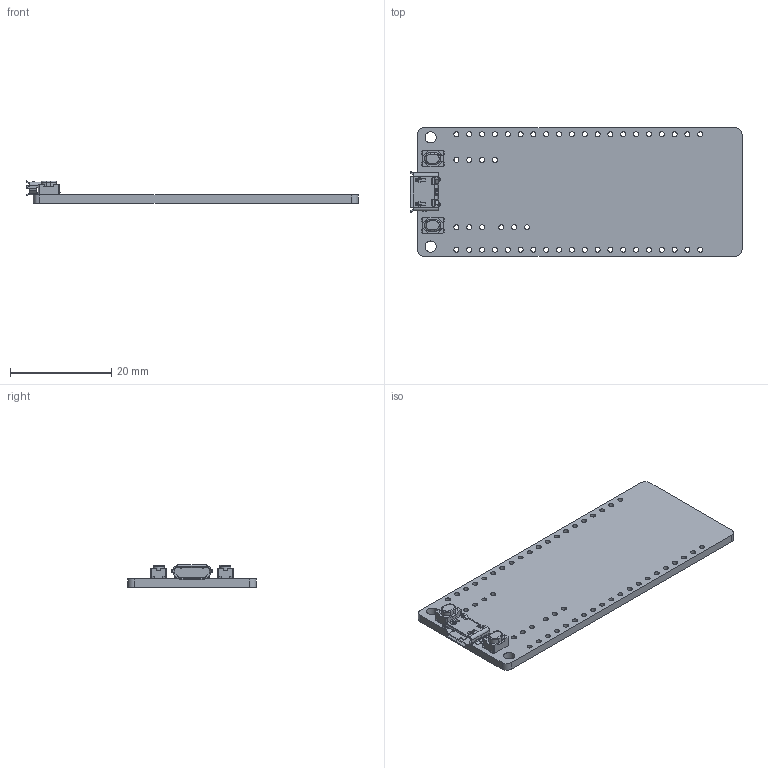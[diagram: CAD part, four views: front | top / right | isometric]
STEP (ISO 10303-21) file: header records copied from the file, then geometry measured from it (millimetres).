
FILE_DESCRIPTION(('KiCad electronic assembly'),'2;1');
FILE_NAME('Franzininho WIFI.step','2022-08-20T11:08:20',('Pcbnew'),( 'Kicad'),'Open CASCADE STEP processor 7.6','KiCad to STEP converter' ,'Unknown');
FILE_SCHEMA(('AUTOMOTIVE_DESIGN { 1 0 10303 214 1 1 1 1 }'));
Length unit declared in the file: millimetre
Products named in the file (6): Franzininho WIFI 1; ZX62D-B-5PA8-30---3DModel-STEP-1; SOLID; PTS810 SJM 250 SMTR LFS; COMPOUND; _autosave-Franzininho WIFI PCB
Assembly tree (6 placements, depth 3):
  Franzininho WIFI 1
    ZX62D-B-5PA8-30---3DModel-STEP-1
      SOLID
    PTS810 SJM 250 SMTR LFS  x2
      COMPOUND
    _autosave-Franzininho WIFI PCB
Bounding box: 65.7 x 25.4 x 4.38 mm (x, y, z)
Volume: 2627 mm3; surface area: 4137.9 mm2
Topology: 14 solids, 14 shells, 617 faces, 1751 edges, 1152 vertices
Faces by surface type: bspline 545, cylinder 62, plane 10
Full cylindrical faces by diameter (mm): 0.85 x2, 1 x50, 2.2 x2
Entity records: 38694 total; most frequent: CARTESIAN_POINT 16681, B_SPLINE_CURVE_WITH_KNOTS 3473, ORIENTED_EDGE 3198, PCURVE 3198, DEFINITIONAL_REPRESENTATION 3198, EDGE_CURVE 1599, SURFACE_CURVE 1545, VERTEX_POINT 1052
